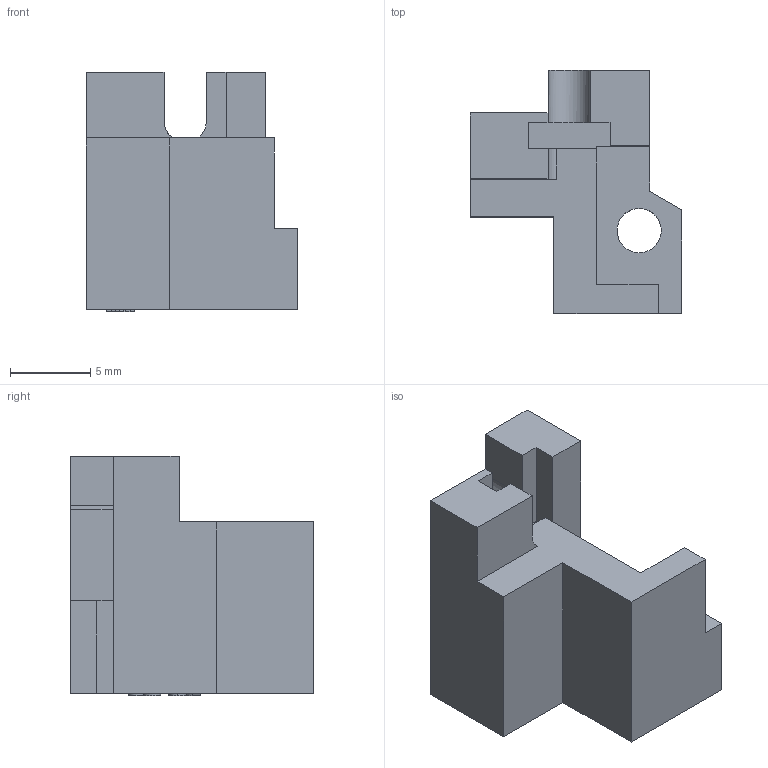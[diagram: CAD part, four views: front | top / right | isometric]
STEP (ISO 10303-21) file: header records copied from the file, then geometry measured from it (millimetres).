
FILE_DESCRIPTION(/* description */ (''),/* implementation_level */ '2;1');
FILE_NAME(/* name */ '100123075ugm000_b.stp',/* time_stamp */ '2014-11-03T08:24:16+01:00',/* author */ (''),/* organization */ (''),/* preprocessor_version */ 'ST-DEVELOPER v15',/* originating_system */ 'SIEMENS PLM Software NX 8.5',/* authorisation */ '');
FILE_SCHEMA (('AUTOMOTIVE_DESIGN { 1 0 10303 214 3 1 1 1 }'));
Length unit declared in the file: millimetre
Products named in the file (1): 100123075ugm000_b
Bounding box: 13.15 x 15.1 x 14.91 mm (x, y, z)
Volume: 1167.1 mm3; surface area: 1121.8 mm2
Topology: 1 solids, 1 shells, 77 faces, 210 edges, 142 vertices
Faces by surface type: plane 64, cylinder 13
Full cylindrical faces by diameter (mm): 2.75 x1
Entity records: 2457 total; most frequent: CARTESIAN_POINT 429, ORIENTED_EDGE 418, DIRECTION 392, EDGE_CURVE 209, LINE 182, VECTOR 182, VERTEX_POINT 140, AXIS2_PLACEMENT_3D 105
